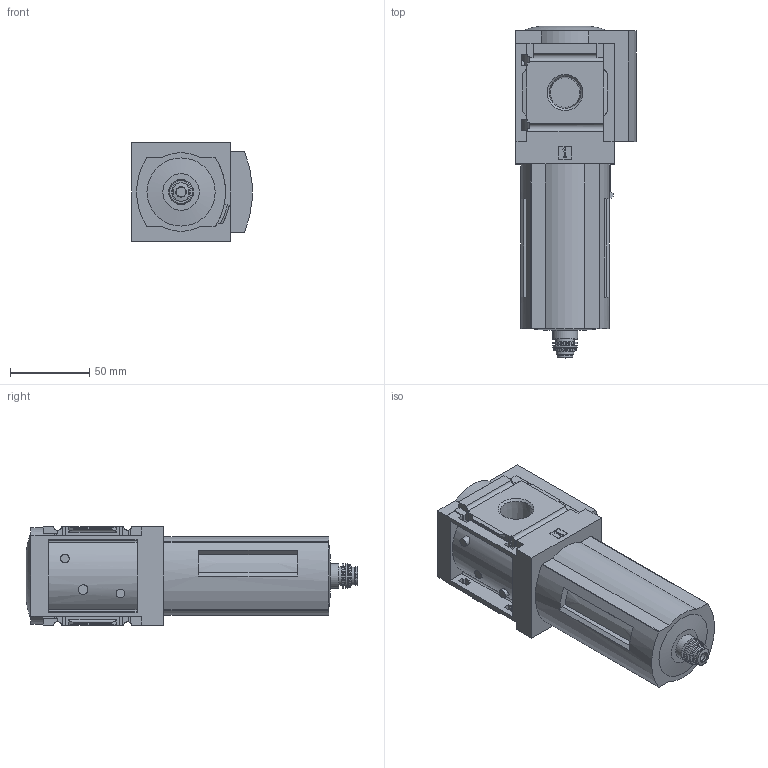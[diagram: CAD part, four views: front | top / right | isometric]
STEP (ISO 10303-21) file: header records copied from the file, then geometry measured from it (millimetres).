
FILE_DESCRIPTION(/* description */ ('STEP AP214'),/* implementation_level */ '2;1');
FILE_NAME(/* name */ '531855_MS6N-LFM-1_2-BRV',/* time_stamp */ '2024-09-11T14:15:23+02:00',/* author */ ('License CC BY-ND 4.0'),/* organization */ ('CADENAS'),/* preprocessor_version */ 'ST-DEVELOPER v19.3',/* originating_system */ 'PARTsolutions',/* authorisation */ ' ');
FILE_SCHEMA (('AUTOMOTIVE_DESIGN {1 0 10303 214 3 1 1}'));
Length unit declared in the file: millimetre
Products named in the file (3): 531855 MS6N-LFM-1/2-BRV; 527671 MS6N-LFM-1/2-BRVD; KOND MS6-1-3
Assembly tree (2 placements, depth 2):
  531855 MS6N-LFM-1/2-BRV
    527671 MS6N-LFM-1/2-BRVD
    KOND MS6-1-3
Bounding box: 75.8 x 209.36 x 62 mm (x, y, z)
Volume: 568918.5 mm3; surface area: 58378.4 mm2
Topology: 2 solids, 2 shells, 260 faces, 685 edges, 449 vertices
Faces by surface type: plane 177, cylinder 50, torus 22, cone 10, sphere 1
Full cylindrical faces by diameter (mm): 5.5 x2, 6 x1, 11 x1, 11.4 x1, 11.6 x1, 11.8 x1, 15.8 x1
Entity records: 9729 total; most frequent: CARTESIAN_POINT 1468, ORIENTED_EDGE 1296, DIRECTION 1294, EDGE_CURVE 648, LINE 472, VECTOR 472, VERTEX_POINT 445, AXIS2_PLACEMENT_3D 411
